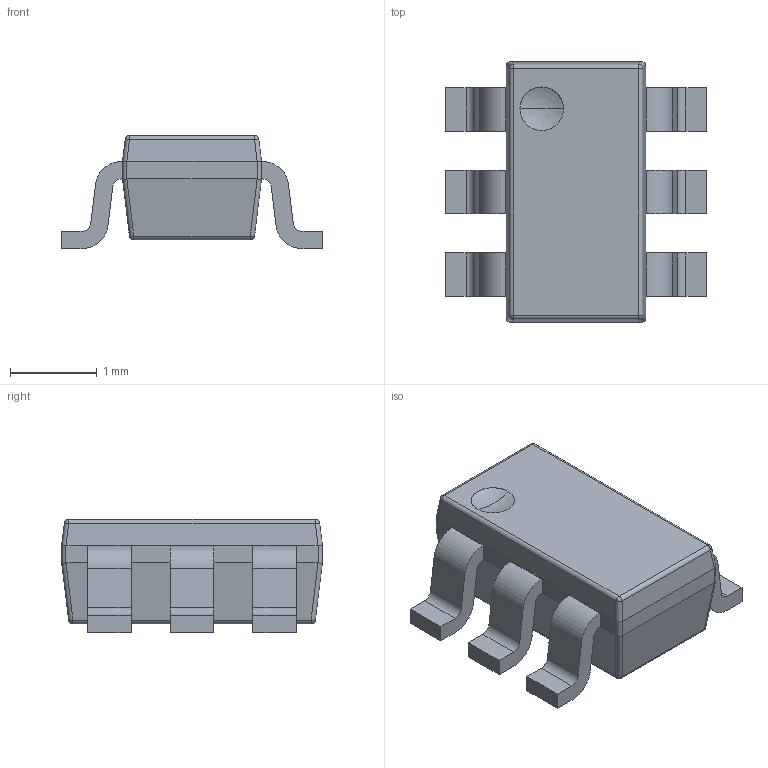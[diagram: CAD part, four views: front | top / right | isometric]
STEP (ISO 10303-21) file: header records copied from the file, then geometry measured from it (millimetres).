
FILE_DESCRIPTION (( 'STEP AP214' ), '1' );
FILE_NAME ('SOT23-6.STEP', '2017-12-21T07:56:51', ( 'Sky123.Org' ), ( 'Sky123.Org' ), 'SwSTEP 2.0', 'SolidWorks 2013', '' );
FILE_SCHEMA (( 'AUTOMOTIVE_DESIGN' ));
Length unit declared in the file: millimetre
Products named in the file (1): SOT23-6
Bounding box: 3 x 3 x 1.3 mm (x, y, z)
Volume: 6.2 mm3; surface area: 29.7 mm2
Topology: 1 solids, 1 shells, 132 faces, 323 edges, 190 vertices
Faces by surface type: plane 74, cylinder 48, sphere 6, bspline 4
Entity records: 5554 total; most frequent: CARTESIAN_POINT 1014, ORIENTED_EDGE 638, DIRECTION 636, EDGE_CURVE 319, VECTOR 228, LINE 228, AXIS2_PLACEMENT_3D 204, VERTEX_POINT 190
